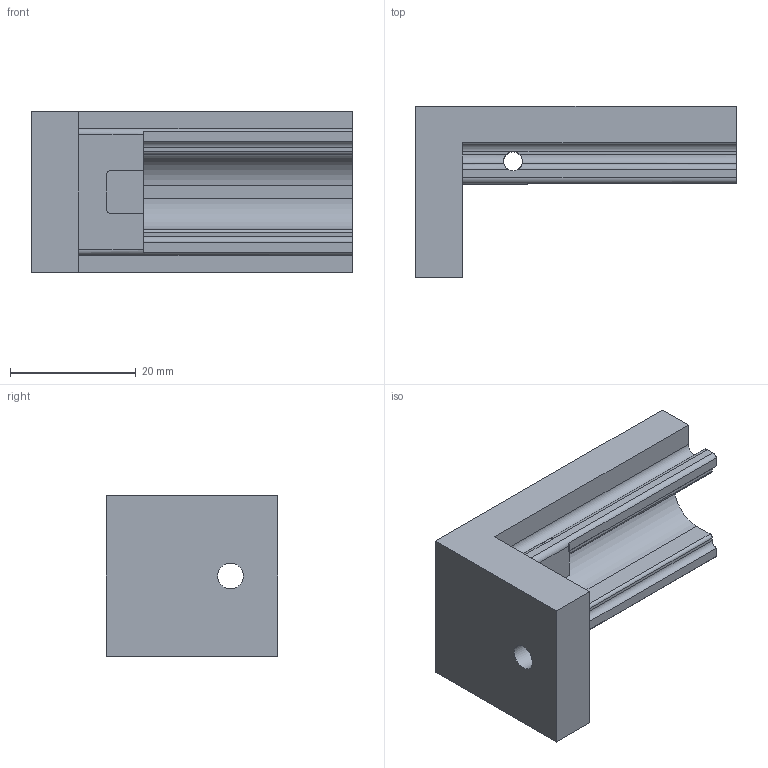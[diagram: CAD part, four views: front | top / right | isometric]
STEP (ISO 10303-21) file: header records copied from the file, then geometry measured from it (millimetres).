
FILE_DESCRIPTION(/* description */ (''),/* implementation_level */ '2;1');
FILE_NAME(/* name */ 'Slider_Top.step',/* time_stamp */ '2025-09-05T10:19:21+02:00',/* author */ (''),/* organization */ (''),/* preprocessor_version */ 'ST-DEVELOPER v20.1',/* originating_system */ 'Autodesk Translation Framework v14.10.0.0',/* authorisation */ '');
FILE_SCHEMA (('AUTOMOTIVE_DESIGN { 1 0 10303 214 3 1 1 }'));
Length unit declared in the file: millimetre
Products named in the file (1): Slider Top
Bounding box: 51 x 27.25 x 25.5 mm (x, y, z)
Volume: 12527.1 mm3; surface area: 6437.6 mm2
Topology: 1 solids, 1 shells, 57 faces, 166 edges, 110 vertices
Faces by surface type: plane 33, cylinder 24
Full cylindrical faces by diameter (mm): 3 x2, 4.1 x1, 8 x1
Entity records: 2023 total; most frequent: CARTESIAN_POINT 446, ORIENTED_EDGE 332, DIRECTION 318, EDGE_CURVE 166, LINE 110, VECTOR 110, VERTEX_POINT 110, AXIS2_PLACEMENT_3D 104
